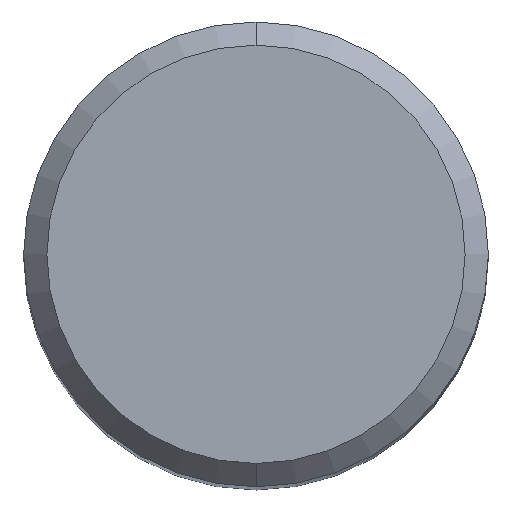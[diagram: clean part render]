
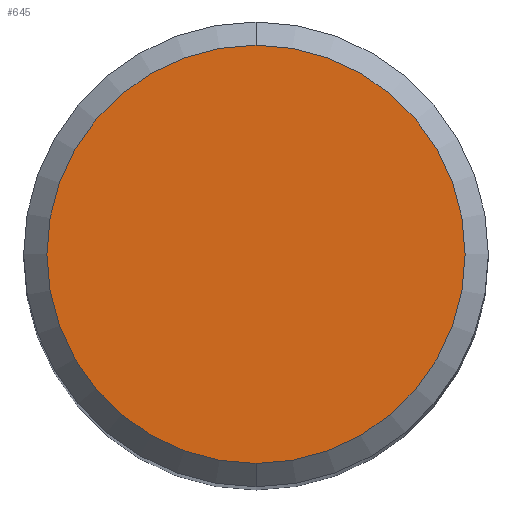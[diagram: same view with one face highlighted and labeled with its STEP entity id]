
A CAD part, top view. The second image highlights one B-rep face of the part: STEP entity #645.
In plain terms, the highlighted planar face has unit normal (0, 0, 1).
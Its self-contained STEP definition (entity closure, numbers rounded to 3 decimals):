
#629=VERTEX_POINT('',#1233);
#645=ADVANCED_FACE('',(#1250),#1251,.T.);
#647=EDGE_CURVE('',#629,#811,#1253,.T.);
#755=EDGE_CURVE('',#811,#629,#1370,.T.);
#811=VERTEX_POINT('',#1428);
#1233=CARTESIAN_POINT('',(0.0,7.2,0.0));
#1250=FACE_OUTER_BOUND('',#4201,.T.);
#1251=PLANE('',#4202);
#1253=CIRCLE('',#4205,7.2);
#1370=CIRCLE('',#6019,7.2);
#1428=CARTESIAN_POINT('',(0.,-7.2,0.0));
#4201=EDGE_LOOP('',(#6886,#6887));
#4202=AXIS2_PLACEMENT_3D('',#6888,#6889,#6890);
#4205=AXIS2_PLACEMENT_3D('',#6891,#6892,#6893);
#6019=AXIS2_PLACEMENT_3D('',#7009,#7010,#7011);
#6886=ORIENTED_EDGE('',*,*,#647,.F.);
#6887=ORIENTED_EDGE('',*,*,#755,.F.);
#6888=CARTESIAN_POINT('',(0.0,3.6,0.0));
#6889=DIRECTION('',(-0.0,0.0,1.0));
#6890=DIRECTION('',(0.0,-1.0,0.0));
#6891=CARTESIAN_POINT('',(0.0,0.0,0.0));
#6892=DIRECTION('',(0.0,0.0,-1.0));
#6893=DIRECTION('',(0.0,1.0,0.0));
#7009=CARTESIAN_POINT('',(0.0,0.0,0.0));
#7010=DIRECTION('',(0.0,0.0,-1.0));
#7011=DIRECTION('',(0.0,1.0,0.0));
